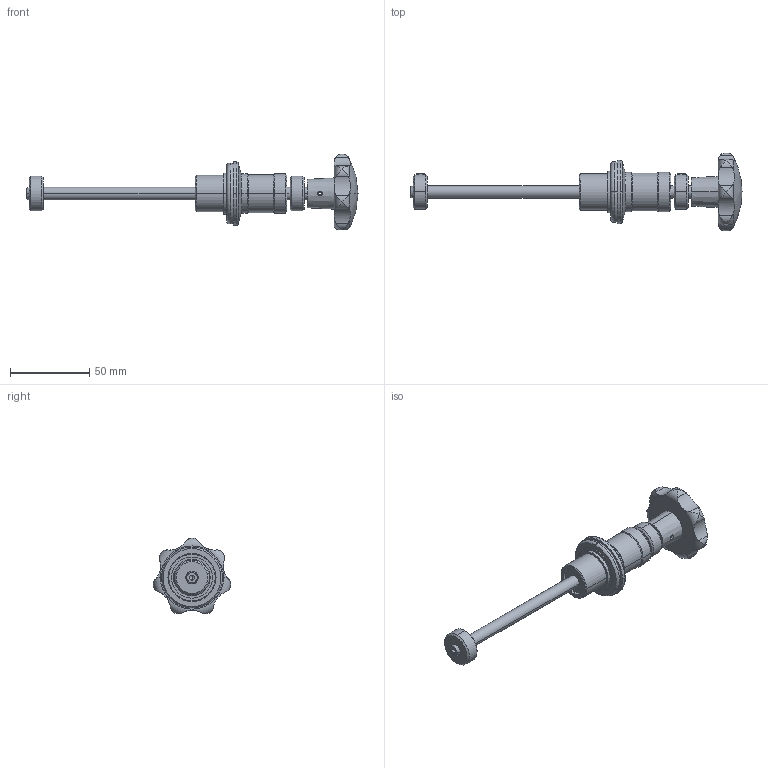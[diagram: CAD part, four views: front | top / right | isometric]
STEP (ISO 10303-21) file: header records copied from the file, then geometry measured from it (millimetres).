
FILE_DESCRIPTION((''),'2;1');
FILE_NAME('PF243010-T.stp','2004-06-25T10:04:25',('KAA'),(''),'Autodesk Inventor (R) 6.0','Autodesk Inventor (R) 6.0','');
FILE_SCHEMA(('AUTOMOTIVE_DESIGN { 1 0 10303 214 1 1 1 1 }'));
Length unit declared in the file: millimetre
Products named in the file (1): PF243010-T
Bounding box: 210 x 49 x 48.02 mm (x, y, z)
Volume: 67015.5 mm3; surface area: 18802.9 mm2
Topology: 1 solids, 6 shells, 193 faces, 475 edges, 295 vertices
Faces by surface type: cylinder 63, plane 42, cone 40, bspline 25, torus 21, sphere 2
Entity records: 7165 total; most frequent: CARTESIAN_POINT 2749, ORIENTED_EDGE 926, DIRECTION 923, EDGE_CURVE 463, AXIS2_PLACEMENT_3D 387, VERTEX_POINT 295, CIRCLE 218, EDGE_LOOP 216
